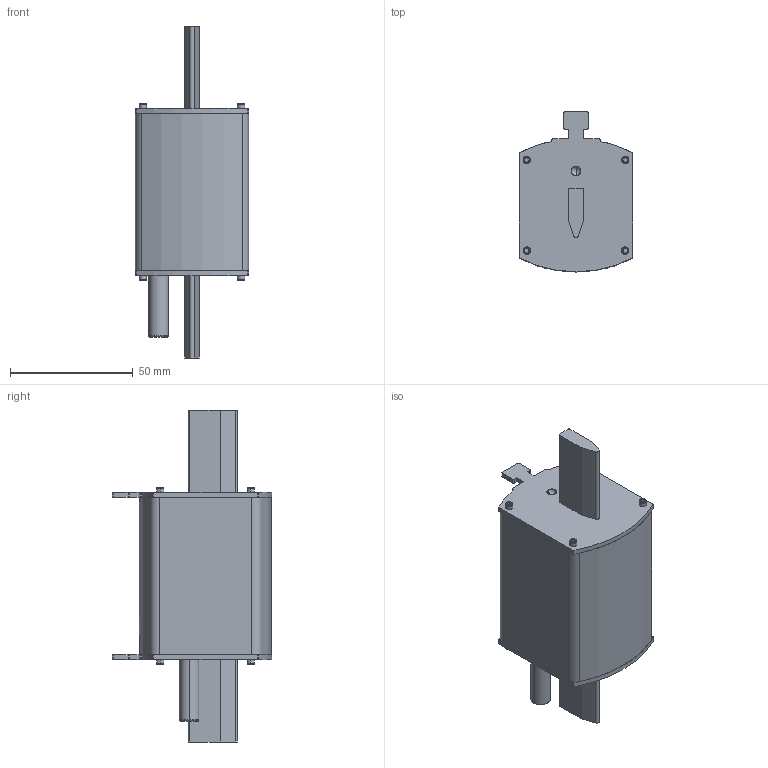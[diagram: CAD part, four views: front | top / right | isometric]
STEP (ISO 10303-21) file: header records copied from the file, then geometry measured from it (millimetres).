
FILE_DESCRIPTION((''),'2;1');
FILE_NAME('NV1_ETI_ASM','2019-08-26T',('marketing.praksa'),('Audax d.o.o.'),'CREO PARAMETRIC BY PTC INC, 2017480','CREO PARAMETRIC BY PTC INC, 2017480','');
FILE_SCHEMA(('AUTOMOTIVE_DESIGN { 1 0 10303 214 1 1 1 1 }'));
Length unit declared in the file: millimetre
Products named in the file (20): 1AE; 1B2; 1F7-45; 1F7-46; 1F7-47; 1F7-48; 205_1; 216; 23A-51; 23A-52; 23A-53; 23A-54; 250; 256; 292-57; 292-58; 292-59; 2A4; PRODUCT_1_2_ASM; NV1_ETI_ASM
Assembly tree (19 placements, depth 3):
  NV1_ETI_ASM
    PRODUCT_1_2_ASM
      1AE
      1B2
      1F7-45
      1F7-46
      1F7-47
      1F7-48
      205_1
      216
      23A-51
      23A-52
      23A-53
      23A-54
      250
      256
      292-57
      292-58
      292-59
      2A4
Bounding box: 46 x 65 x 135 mm (x, y, z)
Volume: 165853.8 mm3; surface area: 31305 mm2
Topology: 18 solids, 18 shells, 369 faces, 883 edges, 551 vertices
Faces by surface type: plane 221, cylinder 108, torus 36, sphere 4
Entity records: 14860 total; most frequent: CARTESIAN_POINT 2111, DIRECTION 2007, ORIENTED_EDGE 1758, PRESENTATION_STYLE_ASSIGNMENT 897, STYLED_ITEM 897, CURVE_STYLE 879, EDGE_CURVE 879, AXIS2_PLACEMENT_3D 757
